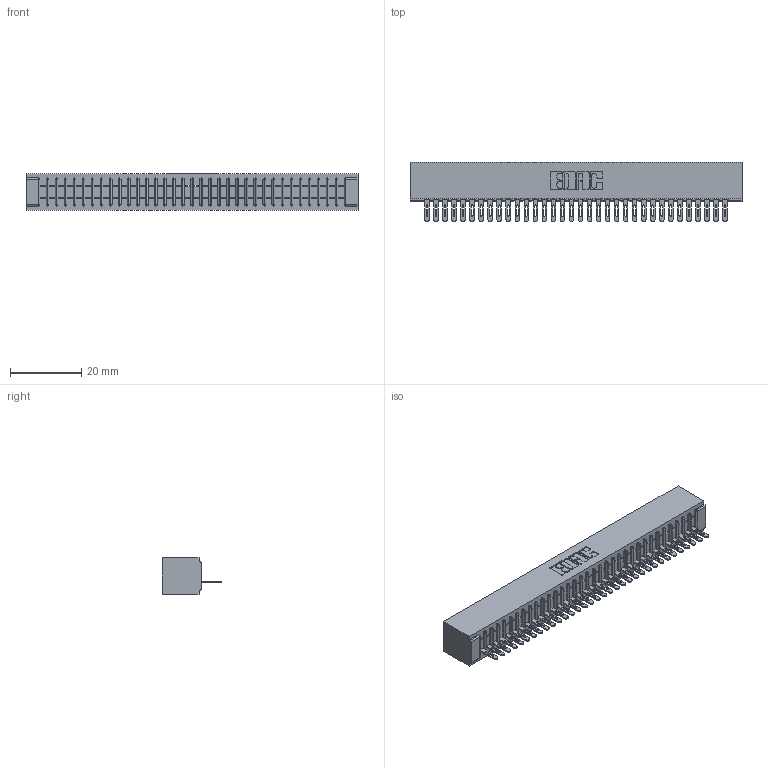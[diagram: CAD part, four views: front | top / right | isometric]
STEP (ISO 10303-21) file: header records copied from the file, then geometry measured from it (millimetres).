
FILE_DESCRIPTION (( 'STEP AP203' ), '1' );
FILE_NAME ('341-034-500-101.STEP', '2018-08-06T21:25:39', ( '' ), ( '' ), 'SwSTEP 2.0', 'SolidWorks 2016', '' );
FILE_SCHEMA (( 'CONFIG_CONTROL_DESIGN' ));
Length unit declared in the file: inch
Products named in the file (3): 341 Part_No Mounting Lugs; 341-292-001_341-292-100; 341-034-500-101
Assembly tree (35 placements, depth 2):
  341-034-500-101
    341 Part_No Mounting Lugs
    341-292-001_341-292-100  x34
Bounding box: 93.34 x 16.69 x 10.16 mm (x, y, z)
Volume: 6922.4 mm3; surface area: 11288.3 mm2
Topology: 35 solids, 35 shells, 2896 faces, 8350 edges, 5358 vertices
Faces by surface type: plane 1730, cylinder 1030, sphere 70, torus 66
Entity records: 40855 total; most frequent: CARTESIAN_POINT 6936, ORIENTED_EDGE 6924, DIRECTION 6704, EDGE_CURVE 3462, VECTOR 2788, LINE 2788, VERTEX_POINT 2190, AXIS2_PLACEMENT_3D 1958
